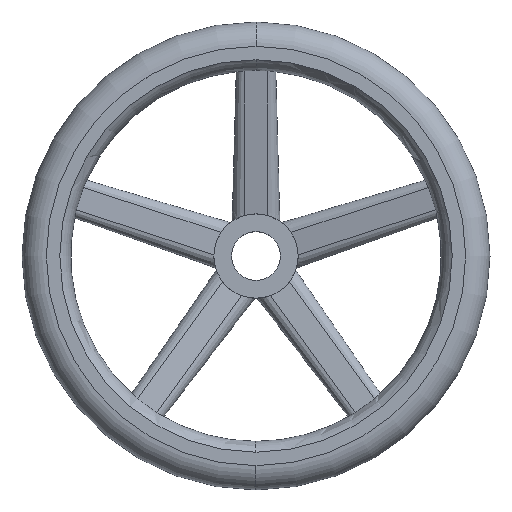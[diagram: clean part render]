
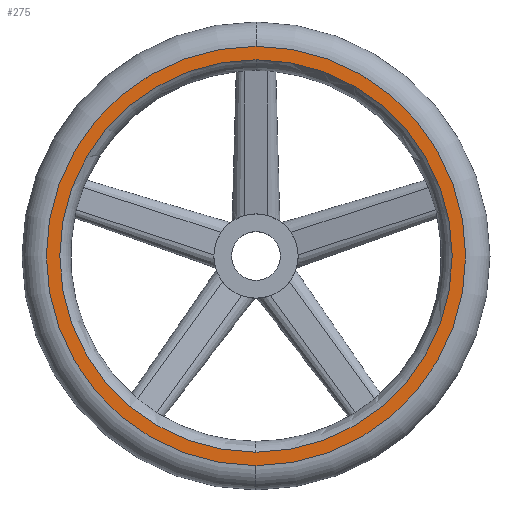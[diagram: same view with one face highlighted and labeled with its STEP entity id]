
A CAD part, top view. The second image highlights one B-rep face of the part: STEP entity #275.
In plain terms, the highlighted planar face has unit normal (0, 0, 1).
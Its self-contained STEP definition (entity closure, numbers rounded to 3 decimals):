
#275=ADVANCED_FACE('',(#776,#777),#778,.F.);
#279=EDGE_CURVE('',#689,#307,#782,.T.);
#307=VERTEX_POINT('',#811);
#467=EDGE_CURVE('',#307,#737,#987,.T.);
#499=EDGE_CURVE('',#737,#689,#1025,.T.);
#509=VERTEX_POINT('',#1037);
#521=VERTEX_POINT('',#1050);
#543=EDGE_CURVE('',#509,#521,#1079,.T.);
#689=VERTEX_POINT('',#1231);
#729=EDGE_CURVE('',#521,#509,#1273,.T.);
#737=VERTEX_POINT('',#1281);
#776=FACE_BOUND('',#1372,.T.);
#777=FACE_OUTER_BOUND('',#1373,.T.);
#778=PLANE('',#1374);
#782=CIRCLE('',#1380,104.814);
#811=CARTESIAN_POINT('',(0.,104.814,47.833));
#987=CIRCLE('',#2033,104.814);
#1025=CIRCLE('',#2142,104.814);
#1037=CARTESIAN_POINT('',(0.,-112.0,47.833));
#1050=CARTESIAN_POINT('',(0.,112.0,47.833));
#1079=CIRCLE('',#2239,112.0);
#1231=CARTESIAN_POINT('',(0.,-104.814,47.833));
#1273=CIRCLE('',#2924,112.0);
#1281=CARTESIAN_POINT('',(-104.814,0.,47.833));
#1372=EDGE_LOOP('',(#3018,#3019,#3020));
#1373=EDGE_LOOP('',(#3021,#3022));
#1374=AXIS2_PLACEMENT_3D('',#3023,#3024,#3025);
#1380=AXIS2_PLACEMENT_3D('',#3029,#3030,#3031);
#2033=AXIS2_PLACEMENT_3D('',#3255,#3256,#3257);
#2142=AXIS2_PLACEMENT_3D('',#3312,#3313,#3314);
#2239=AXIS2_PLACEMENT_3D('',#3391,#3392,#3393);
#2924=AXIS2_PLACEMENT_3D('',#3528,#3529,#3530);
#3018=ORIENTED_EDGE('',*,*,#499,.F.);
#3019=ORIENTED_EDGE('',*,*,#467,.F.);
#3020=ORIENTED_EDGE('',*,*,#279,.F.);
#3021=ORIENTED_EDGE('',*,*,#729,.T.);
#3022=ORIENTED_EDGE('',*,*,#543,.T.);
#3023=CARTESIAN_POINT('',(0.,105.5,47.833));
#3024=DIRECTION('',(0.,0.,-1.0));
#3025=DIRECTION('',(0.,-1.0,0.0));
#3029=CARTESIAN_POINT('',(0.,0.,47.833));
#3030=DIRECTION('',(0.,0.,1.0));
#3031=DIRECTION('',(1.0,0.0,0.));
#3255=CARTESIAN_POINT('',(0.,0.,47.833));
#3256=DIRECTION('',(0.,0.,1.0));
#3257=DIRECTION('',(1.0,0.0,0.));
#3312=CARTESIAN_POINT('',(0.,0.,47.833));
#3313=DIRECTION('',(0.,0.,1.0));
#3314=DIRECTION('',(1.0,0.0,0.));
#3391=CARTESIAN_POINT('',(0.,0.,47.833));
#3392=DIRECTION('',(0.,0.,1.0));
#3393=DIRECTION('',(0.,1.0,0.));
#3528=CARTESIAN_POINT('',(0.,0.,47.833));
#3529=DIRECTION('',(0.,0.,1.0));
#3530=DIRECTION('',(0.,1.0,0.));
